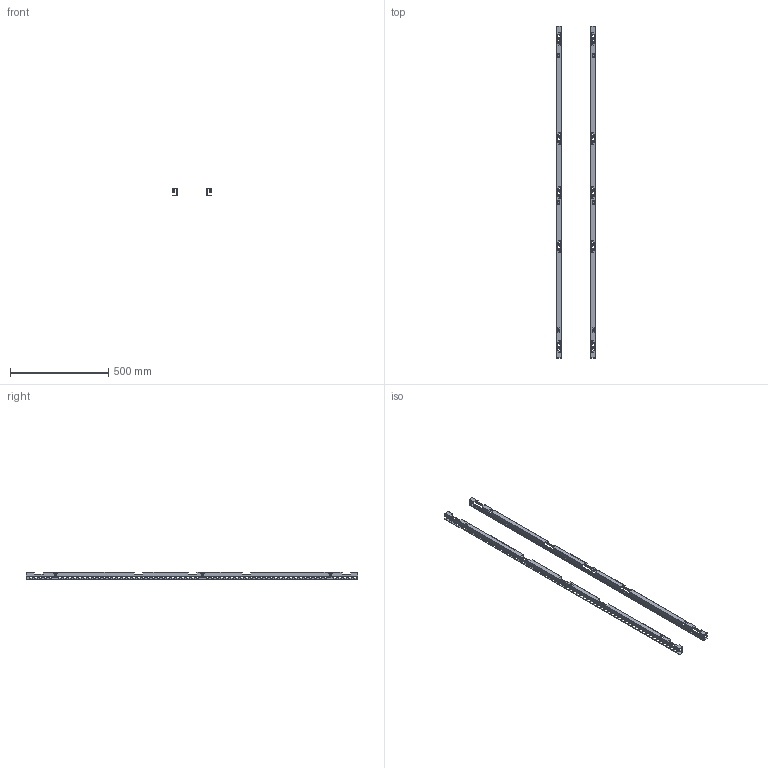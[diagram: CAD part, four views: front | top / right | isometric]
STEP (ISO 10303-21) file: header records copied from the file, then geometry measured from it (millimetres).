
FILE_DESCRIPTION (( 'STEP AP214' ), '1' );
FILE_NAME ('0391-9018-00-03.step', '2024-06-19T07:54:42', ( '' ), ( '' ), 'SwSTEP 2.0', 'SolidWorks 2019', '' );
FILE_SCHEMA (( 'AUTOMOTIVE_DESIGN' ));
Length unit declared in the file: millimetre
Products named in the file (3): 0391-9018-00-03; SenkrechteMontgeschieneR_1800; SenkrechteMontgeschieneL_1800
Assembly tree (2 placements, depth 2):
  0391-9018-00-03
    SenkrechteMontgeschieneR_1800
    SenkrechteMontgeschieneL_1800
Bounding box: 197 x 1691 x 37.5 mm (x, y, z)
Volume: 529745.1 mm3; surface area: 583488.8 mm2
Topology: 8 solids, 8 shells, 1834 faces, 5550 edges, 3700 vertices
Faces by surface type: plane 1264, cylinder 570
Entity records: 64398 total; most frequent: ORIENTED_EDGE 11100, CARTESIAN_POINT 11089, DIRECTION 10368, EDGE_CURVE 5550, VECTOR 4410, LINE 4410, VERTEX_POINT 3700, AXIS2_PLACEMENT_3D 2979
